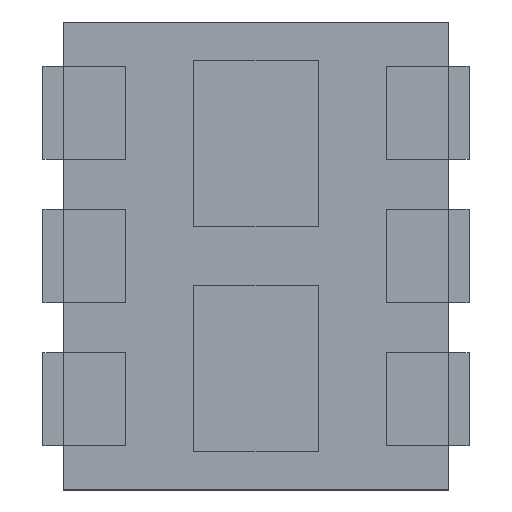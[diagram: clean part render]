
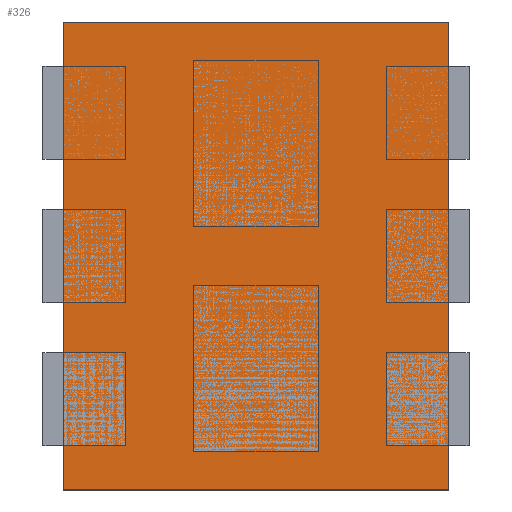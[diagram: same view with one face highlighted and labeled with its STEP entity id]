
A CAD part, top view. The second image highlights one B-rep face of the part: STEP entity #326.
In plain terms, the highlighted face is planar.
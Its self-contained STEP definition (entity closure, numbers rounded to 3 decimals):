
#141=CARTESIAN_POINT('',(0.47,-0.572,0.051));
#140=VERTEX_POINT('',#141);
#143=CARTESIAN_POINT('',(-0.47,-0.572,0.051));
#142=VERTEX_POINT('',#143);
#139=EDGE_CURVE('',#140,#142,#144,.T.);
#144=LINE('',#141,#146);
#146=VECTOR('',#147,0.94);
#147=DIRECTION('',(-1.0,0.0,0.0));
#190=CARTESIAN_POINT('',(0.47,0.572,0.051));
#189=VERTEX_POINT('',#190);
#188=EDGE_CURVE('',#189,#140,#193,.T.);
#193=LINE('',#190,#195);
#195=VECTOR('',#196,1.143);
#196=DIRECTION('',(0.0,-1.0,0.0));
#239=CARTESIAN_POINT('',(-0.47,0.572,0.051));
#238=VERTEX_POINT('',#239);
#237=EDGE_CURVE('',#238,#189,#242,.T.);
#242=LINE('',#239,#244);
#244=VECTOR('',#245,0.94);
#245=DIRECTION('',(1.0,0.0,0.0));
#286=EDGE_CURVE('',#142,#238,#291,.T.);
#291=LINE('',#143,#293);
#293=VECTOR('',#294,1.143);
#294=DIRECTION('',(0.0,1.0,0.0));
#326=ADVANCED_FACE('',(#332),#327,.T.);
#327=PLANE('',#328);
#328=AXIS2_PLACEMENT_3D('',#329,#330,#331);
#329=CARTESIAN_POINT('',(-0.47,0.572,0.051));
#330=DIRECTION('',(0.0,0.0,-1.0));
#331=DIRECTION('',(0.,1.,0.));
#332=FACE_OUTER_BOUND('',#333,.T.);
#333=EDGE_LOOP('',(#334,#344,#354,#364));
#334=ORIENTED_EDGE('',*,*,#237,.T.);
#344=ORIENTED_EDGE('',*,*,#188,.T.);
#354=ORIENTED_EDGE('',*,*,#139,.T.);
#364=ORIENTED_EDGE('',*,*,#286,.T.);
